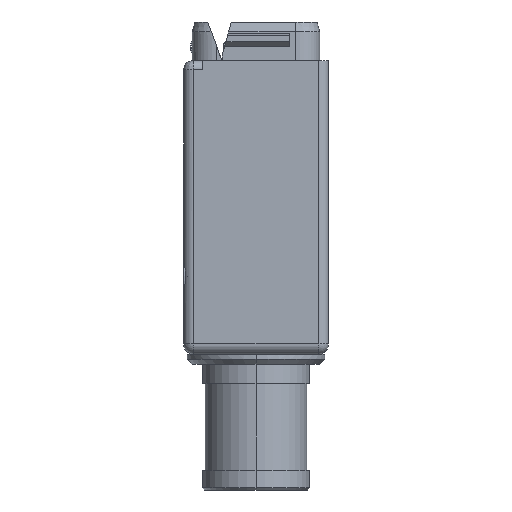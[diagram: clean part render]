
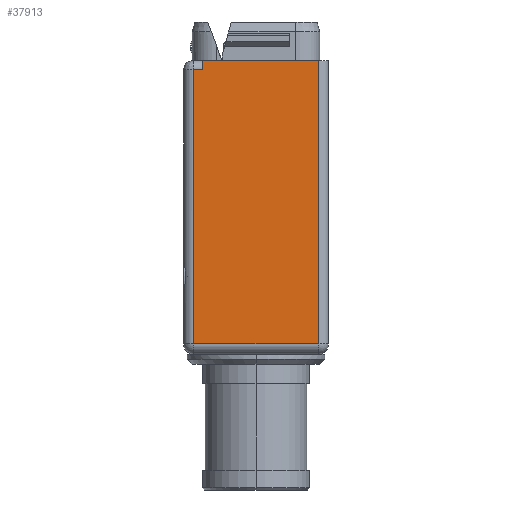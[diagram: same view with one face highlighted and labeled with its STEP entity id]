
A CAD part, left-side view. The second image highlights one B-rep face of the part: STEP entity #37913.
In plain terms, the highlighted planar face has unit normal (-1, 0, 0).
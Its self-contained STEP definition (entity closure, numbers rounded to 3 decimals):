
#2158=DIRECTION('',(0.,1.,0.));
#2159=VECTOR('',#2158,11.93);
#2160=CARTESIAN_POINT('',(-22.25,-6.43,0.));
#2161=LINE('',#2160,#2159);
#2167=DIRECTION('',(0.,0.,-1.));
#2168=VECTOR('',#2167,0.94);
#2169=CARTESIAN_POINT('',(-22.25,5.5,0.));
#2170=LINE('',#2169,#2168);
#2171=DIRECTION('',(0.,1.,0.));
#2172=VECTOR('',#2171,0.93);
#2173=CARTESIAN_POINT('',(-22.25,5.5,-0.94));
#2174=LINE('',#2173,#2172);
#2184=DIRECTION('',(0.,-1.,0.));
#2185=VECTOR('',#2184,12.86);
#2186=CARTESIAN_POINT('',(-22.25,6.43,-29.25));
#2187=LINE('',#2186,#2185);
#5268=DIRECTION('',(0.,0.,1.));
#5269=VECTOR('',#5268,29.25);
#5270=CARTESIAN_POINT('',(-22.25,-6.43,-29.25));
#5271=LINE('',#5270,#5269);
#5710=DIRECTION('',(0.,0.,-1.));
#5711=VECTOR('',#5710,28.31);
#5712=CARTESIAN_POINT('',(-22.25,6.43,-0.94));
#5713=LINE('',#5712,#5711);
#31274=CARTESIAN_POINT('',(-22.25,-6.43,-29.25));
#31275=CARTESIAN_POINT('',(-22.25,-6.43,0.));
#31276=VERTEX_POINT('',#31274);
#31277=VERTEX_POINT('',#31275);
#31288=CARTESIAN_POINT('',(-22.25,5.5,0.));
#31289=VERTEX_POINT('',#31288);
#32439=CARTESIAN_POINT('',(-22.25,6.43,-29.25));
#32440=VERTEX_POINT('',#32439);
#32445=CARTESIAN_POINT('',(-22.25,6.43,-0.94));
#32447=VERTEX_POINT('',#32445);
#33085=CARTESIAN_POINT('',(-22.25,5.5,-0.94));
#33087=VERTEX_POINT('',#33085);
#37897=CARTESIAN_POINT('',(-22.25,-7.48,0.));
#37898=DIRECTION('',(-1.,0.,0.));
#37899=DIRECTION('',(0.,1.,0.));
#37900=AXIS2_PLACEMENT_3D('',#37897,#37898,#37899);
#37901=PLANE('',#37900);
#37903=ORIENTED_EDGE('',*,*,#37902,.F.);
#37905=ORIENTED_EDGE('',*,*,#37904,.F.);
#37906=ORIENTED_EDGE('',*,*,#37889,.F.);
#37907=ORIENTED_EDGE('',*,*,#37878,.F.);
#37908=ORIENTED_EDGE('',*,*,#37865,.F.);
#37910=ORIENTED_EDGE('',*,*,#37909,.F.);
#37911=EDGE_LOOP('',(#37903,#37905,#37906,#37907,#37908,#37910));
#37912=FACE_OUTER_BOUND('',#37911,.F.);
#37913=ADVANCED_FACE('',(#37912),#37901,.T.);
#37865=EDGE_CURVE('',#31277,#31289,#2161,.T.);
#37878=EDGE_CURVE('',#31289,#33087,#2170,.T.);
#37889=EDGE_CURVE('',#33087,#32447,#2174,.T.);
#37902=EDGE_CURVE('',#32440,#31276,#2187,.T.);
#37904=EDGE_CURVE('',#32447,#32440,#5713,.T.);
#37909=EDGE_CURVE('',#31276,#31277,#5271,.T.);
